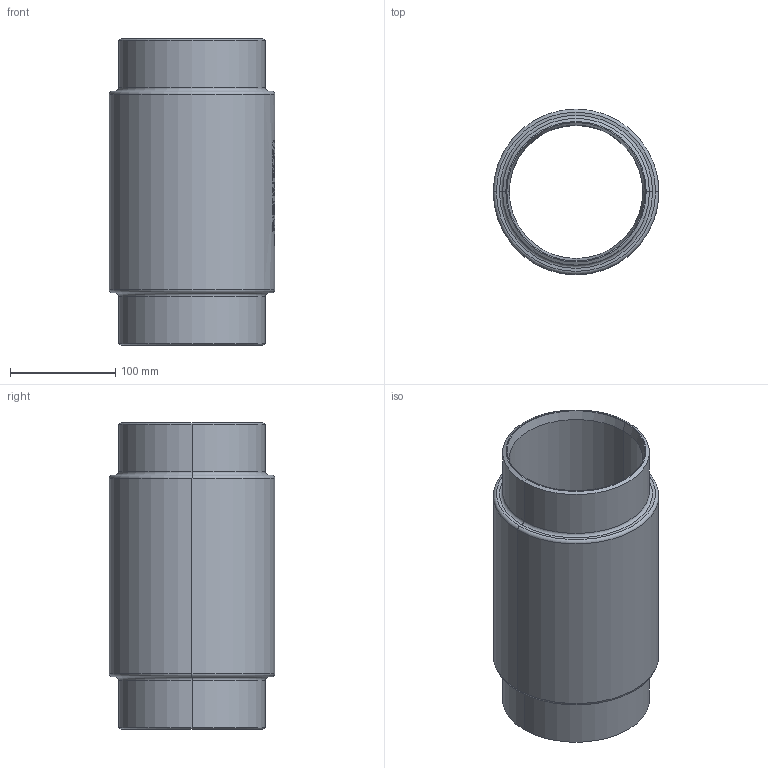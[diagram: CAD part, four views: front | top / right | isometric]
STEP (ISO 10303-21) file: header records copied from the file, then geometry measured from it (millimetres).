
FILE_DESCRIPTION (( 'STEP AP214' ), '1' );
FILE_NAME ('7110000_DN125_ PN06_51420123.STEP', '2022-03-09T08:05:46', ( 'axxx' ), ( 'Hewlett-Packard Company' ), 'SwSTEP 2.0', 'SolidWorks 2019', '' );
FILE_SCHEMA (( 'AUTOMOTIVE_DESIGN' ));
Length unit declared in the file: millimetre
Products named in the file (1): 7110000_DN125_ PN06_51420123
Bounding box: 157.5 x 157.5 x 292 mm (x, y, z)
Volume: 1556285.8 mm3; surface area: 269343.9 mm2
Topology: 1 solids, 1 shells, 505 faces, 1307 edges, 866 vertices
Faces by surface type: plane 250, bspline 213, cylinder 26, torus 8, cone 8
Entity records: 28150 total; most frequent: CARTESIAN_POINT 17263, ORIENTED_EDGE 2614, DIRECTION 1525, EDGE_CURVE 1307, VERTEX_POINT 866, VECTOR 731, LINE 731, EDGE_LOOP 569
